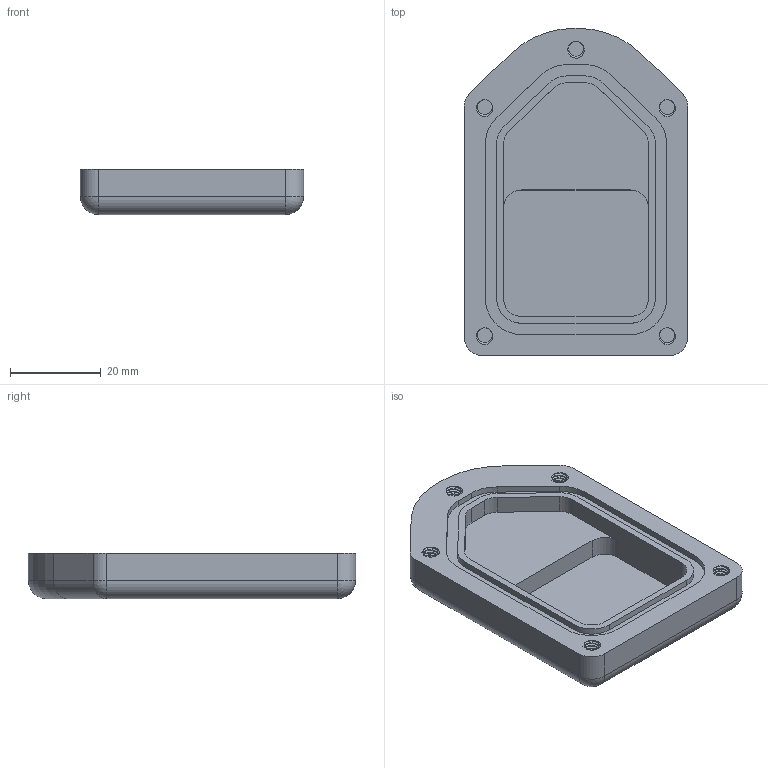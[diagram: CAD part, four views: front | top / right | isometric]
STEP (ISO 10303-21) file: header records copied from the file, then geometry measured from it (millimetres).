
FILE_DESCRIPTION(/* description */ (''),/* implementation_level */ '2;1');
FILE_NAME(/* name */ 'top.step',/* time_stamp */ '2023-08-08T11:55:45+01:00',/* author */ (''),/* organization */ (''),/* preprocessor_version */ 'ST-DEVELOPER v19.2',/* originating_system */ 'Autodesk Translation Framework v12.4.0.73',/* authorisation */ '');
FILE_SCHEMA (('AUTOMOTIVE_DESIGN { 1 0 10303 214 3 1 1 }'));
Products named in the file (1): top
Bounding box: 49.25 x 72.17 x 10 mm (x, y, z)
Volume: 21249.8 mm3; surface area: 10508.9 mm2
Topology: 1 solids, 1 shells, 179 faces, 635 edges, 466 vertices
Faces by surface type: cylinder 127, plane 36, bspline 10, sphere 4, torus 2
Full cylindrical faces by diameter (mm): 3.332 x35, 4.109 x40
Entity records: 38517 total; most frequent: CARTESIAN_POINT 33564, ORIENTED_EDGE 1270, DIRECTION 716, EDGE_CURVE 635, VERTEX_POINT 466, B_SPLINE_CURVE_WITH_KNOTS 350, AXIS2_PLACEMENT_3D 261, LINE 194
